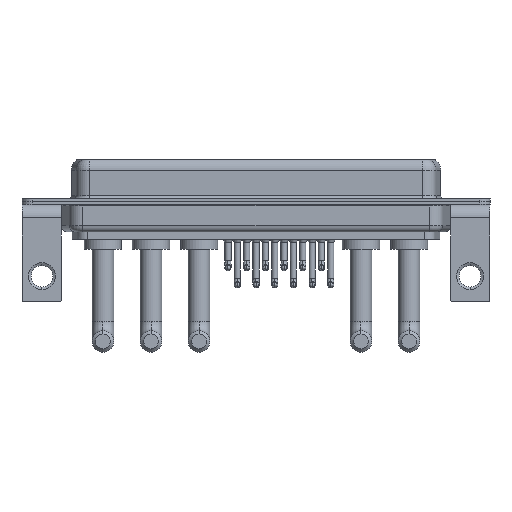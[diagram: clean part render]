
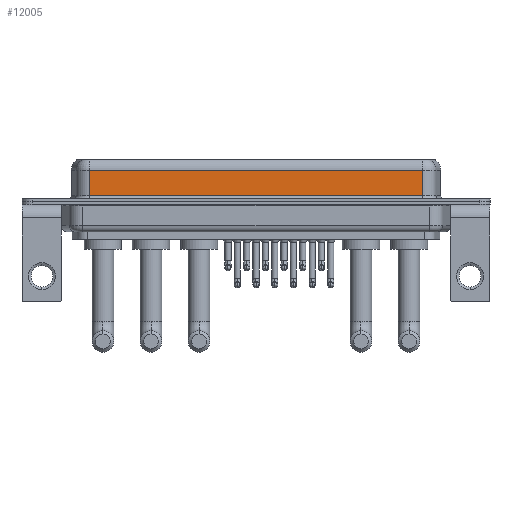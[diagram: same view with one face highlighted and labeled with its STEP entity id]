
A CAD part, front view. The second image highlights one B-rep face of the part: STEP entity #12005.
In plain terms, the highlighted planar face has unit normal (0, -1, 0).
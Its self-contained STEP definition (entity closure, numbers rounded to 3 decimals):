
#78 = VECTOR ( 'NONE', #12794, 1000. ) ;
#88 = EDGE_LOOP ( 'NONE', ( #1299, #7002, #5117, #18527 ) ) ;
#431 = CARTESIAN_POINT ( 'NONE',  ( 7.038, -3.95, 0.9 ) ) ;
#461 = PLANE ( 'NONE',  #16103 ) ;
#559 = DIRECTION ( 'NONE',  ( 0., 0., 1. ) ) ;
#1299 = ORIENTED_EDGE ( 'NONE', *, *, #14241, .F. ) ;
#1418 = VERTEX_POINT ( 'NONE', #13078 ) ;
#3428 = VERTEX_POINT ( 'NONE', #431 ) ;
#5117 = ORIENTED_EDGE ( 'NONE', *, *, #19920, .T. ) ;
#6303 = LINE ( 'NONE', #17781, #78 ) ;
#7002 = ORIENTED_EDGE ( 'NONE', *, *, #18040, .T. ) ;
#7279 = CARTESIAN_POINT ( 'NONE',  ( 7.038, -3.95, 4.65 ) ) ;
#8609 = DIRECTION ( 'NONE',  ( 0., 1., 0. ) ) ;
#9953 = DIRECTION ( 'NONE',  ( 0., 0., -1. ) ) ;
#10264 = CARTESIAN_POINT ( 'NONE',  ( 56.462, -3.95, 6.4 ) ) ;
#11804 = CARTESIAN_POINT ( 'NONE',  ( 56.462, -3.95, 6.4 ) ) ;
#11817 = CARTESIAN_POINT ( 'NONE',  ( 7.038, -3.95, 6.4 ) ) ;
#12005 = ADVANCED_FACE ( 'NONE', ( #14995 ), #461, .F. ) ;
#12403 = CARTESIAN_POINT ( 'NONE',  ( 56.462, -3.95, 4.65 ) ) ;
#12794 = DIRECTION ( 'NONE',  ( 1., 0., 0. ) ) ;
#13078 = CARTESIAN_POINT ( 'NONE',  ( 56.462, -3.95, 0.9 ) ) ;
#13532 = LINE ( 'NONE', #19691, #18580 ) ;
#14241 = EDGE_CURVE ( 'NONE', #15886, #1418, #18010, .T. ) ;
#14995 = FACE_OUTER_BOUND ( 'NONE', #88, .T. ) ;
#15113 = VECTOR ( 'NONE', #9953, 1000. ) ;
#15799 = VERTEX_POINT ( 'NONE', #7279 ) ;
#15886 = VERTEX_POINT ( 'NONE', #12403 ) ;
#16103 = AXIS2_PLACEMENT_3D ( 'NONE', #11804, #8609, #559 ) ;
#16493 = LINE ( 'NONE', #11817, #16971 ) ;
#16971 = VECTOR ( 'NONE', #18174, 1000. ) ;
#17781 = CARTESIAN_POINT ( 'NONE',  ( 56.462, -3.95, 0.9 ) ) ;
#18010 = LINE ( 'NONE', #10264, #15113 ) ;
#18040 = EDGE_CURVE ( 'NONE', #15886, #15799, #13532, .T. ) ;
#18174 = DIRECTION ( 'NONE',  ( 0., 0., -1. ) ) ;
#18410 = DIRECTION ( 'NONE',  ( -1., 0., 0. ) ) ;
#18527 = ORIENTED_EDGE ( 'NONE', *, *, #20830, .T. ) ;
#18580 = VECTOR ( 'NONE', #18410, 1000. ) ;
#19691 = CARTESIAN_POINT ( 'NONE',  ( 56.462, -3.95, 4.65 ) ) ;
#19920 = EDGE_CURVE ( 'NONE', #15799, #3428, #16493, .T. ) ;
#20830 = EDGE_CURVE ( 'NONE', #3428, #1418, #6303, .T. ) ;
